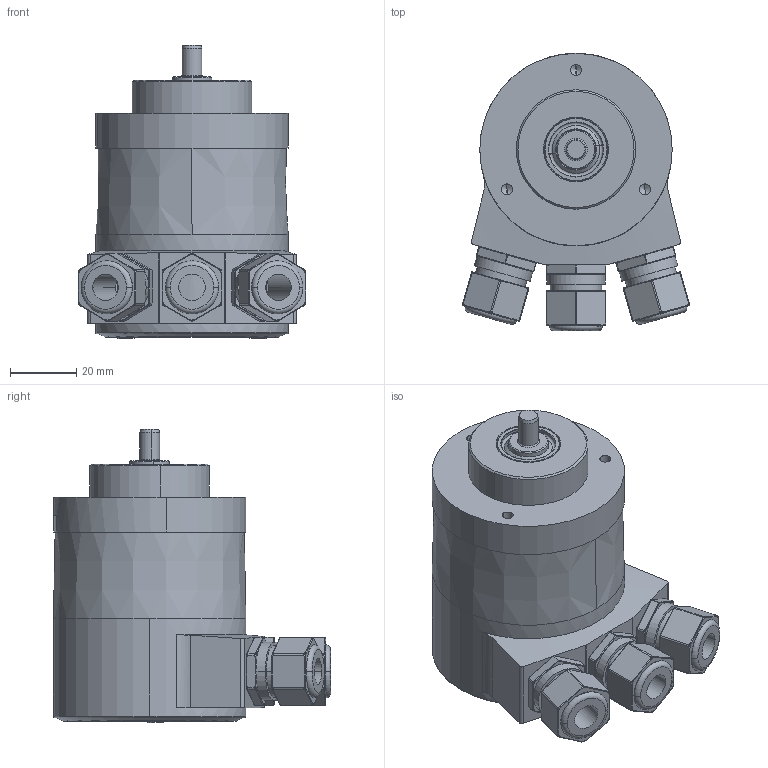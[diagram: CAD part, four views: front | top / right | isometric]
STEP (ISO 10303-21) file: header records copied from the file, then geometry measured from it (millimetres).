
FILE_DESCRIPTION((''),'2;1');
FILE_NAME('809650_SW0003','2011-10-14T',('se2930'),(''),'PRO/ENGINEER BY PARAMETRIC TECHNOLOGY CORPORATION, 2010180','PRO/ENGINEER BY PARAMETRIC TECHNOLOGY CORPORATION, 2010180','');
FILE_SCHEMA(('CONFIG_CONTROL_DESIGN','SHAPE_APPEARANCE_LAYERS_GROUPS'));
Length unit declared in the file: millimetre
Products named in the file (1): 809650_SW0003
Bounding box: 68.52 x 83.5 x 88.5 mm (x, y, z)
Volume: 187612.4 mm3; surface area: 51011.5 mm2
Topology: 1 solids, 2 shells, 719 faces, 1709 edges, 1030 vertices
Faces by surface type: cylinder 257, plane 162, bspline 120, sphere 72, cone 68, torus 40
Entity records: 24856 total; most frequent: CARTESIAN_POINT 8886, ORIENTED_EDGE 3402, DIRECTION 3187, EDGE_CURVE 1701, AXIS2_PLACEMENT_3D 1314, VERTEX_POINT 1030, EDGE_LOOP 779, FACE_OUTER_BOUND 719
